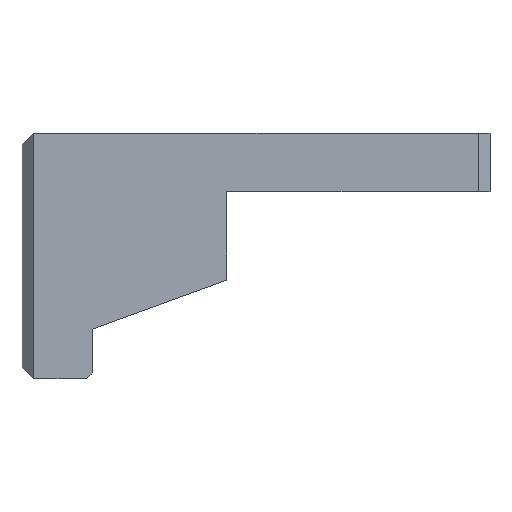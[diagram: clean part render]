
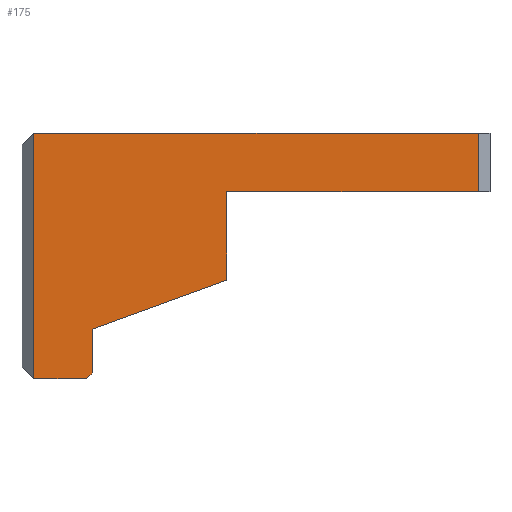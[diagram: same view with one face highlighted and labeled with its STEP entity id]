
A CAD part, left-side view. The second image highlights one B-rep face of the part: STEP entity #175.
In plain terms, the highlighted planar face has unit normal (-1, 0, 0).
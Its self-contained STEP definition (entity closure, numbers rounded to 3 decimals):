
#96=CARTESIAN_POINT('',(-10.0,78.0,-32.0));
#97=VERTEX_POINT('',#96);
#98=CARTESIAN_POINT('',(-10.0,69.0,-32.0));
#99=VERTEX_POINT('',#98);
#100=CARTESIAN_POINT('',(-10.0,80.0,-32.0));
#101=DIRECTION('',(0.0,-1.0,0.0));
#102=VECTOR('',#101,1.0);
#103=LINE('',#100,#102);
#104=EDGE_CURVE('n� 495',#97,#99,#103,.T.);
#105=ORIENTED_EDGE('',*,*,#104,.T.);
#106=CARTESIAN_POINT('',(-10.0,68.0,-31.0));
#107=VERTEX_POINT('',#106);
#108=CARTESIAN_POINT('',(-10.0,69.0,-32.0));
#109=DIRECTION('',(0.0,-0.707,0.707));
#110=VECTOR('',#109,1.0);
#111=LINE('',#108,#110);
#112=EDGE_CURVE('n� 1017',#99,#107,#111,.T.);
#113=ORIENTED_EDGE('',*,*,#112,.T.);
#114=CARTESIAN_POINT('',(-10.0,68.0,-23.5));
#115=VERTEX_POINT('',#114);
#116=CARTESIAN_POINT('',(-10.0,68.0,10.0));
#117=DIRECTION('',(-0.0,0.0,-1.0));
#118=VECTOR('',#117,1.0);
#119=LINE('',#116,#118);
#120=EDGE_CURVE('n� 309',#115,#107,#119,.T.);
#121=ORIENTED_EDGE('',*,*,#120,.F.);
#122=CARTESIAN_POINT('',(-10.0,45.0,-15.129));
#123=VERTEX_POINT('',#122);
#124=CARTESIAN_POINT('',(-10.0,67.83,-23.438));
#125=DIRECTION('',(0.0,0.94,-0.342));
#126=VECTOR('',#125,1.0);
#127=LINE('',#124,#126);
#128=EDGE_CURVE('n� 312',#123,#115,#127,.T.);
#129=ORIENTED_EDGE('',*,*,#128,.F.);
#130=CARTESIAN_POINT('',(-10.0,45.0,0.0));
#131=VERTEX_POINT('',#130);
#132=CARTESIAN_POINT('',(-10.0,45.0,-32.0));
#133=DIRECTION('',(0.0,0.0,1.0));
#134=VECTOR('',#133,1.0);
#135=LINE('',#132,#134);
#136=EDGE_CURVE('n� 270',#123,#131,#135,.T.);
#137=ORIENTED_EDGE('',*,*,#136,.T.);
#138=CARTESIAN_POINT('',(-10.0,2.0,0.0));
#139=VERTEX_POINT('',#138);
#140=CARTESIAN_POINT('',(-10.0,80.0,0.0));
#141=DIRECTION('',(0.0,-1.0,0.0));
#142=VECTOR('',#141,1.0);
#143=LINE('',#140,#142);
#144=EDGE_CURVE('n� 141',#131,#139,#143,.T.);
#145=ORIENTED_EDGE('',*,*,#144,.T.);
#146=CARTESIAN_POINT('',(-10.0,2.0,10.0));
#147=VERTEX_POINT('',#146);
#148=CARTESIAN_POINT('',(-10.0,2.0,10.0));
#149=DIRECTION('',(0.0,0.0,1.0));
#150=VECTOR('',#149,1.0);
#151=LINE('',#148,#150);
#152=EDGE_CURVE('n� 718',#139,#147,#151,.T.);
#153=ORIENTED_EDGE('',*,*,#152,.T.);
#154=CARTESIAN_POINT('',(-10.0,78.0,10.0));
#155=VERTEX_POINT('',#154);
#156=CARTESIAN_POINT('',(-10.0,80.0,10.0));
#157=DIRECTION('',(0.0,-1.0,0.0));
#158=VECTOR('',#157,1.0);
#159=LINE('',#156,#158);
#160=EDGE_CURVE('n� 517',#155,#147,#159,.T.);
#161=ORIENTED_EDGE('',*,*,#160,.F.);
#162=CARTESIAN_POINT('',(-10.0,78.0,10.0));
#163=DIRECTION('',(0.0,0.0,-1.0));
#164=VECTOR('',#163,1.0);
#165=LINE('',#162,#164);
#166=EDGE_CURVE('n� 529',#155,#97,#165,.T.);
#167=ORIENTED_EDGE('',*,*,#166,.T.);
#168=EDGE_LOOP('',(#105,#113,#121,#129,#137,#145,#153,#161,#167));
#169=FACE_OUTER_BOUND('',#168,.T.);
#170=CARTESIAN_POINT('',(-10.0,80.0,10.0));
#171=DIRECTION('',(1.0,0.0,-0.0));
#172=DIRECTION('',(-0.0,1.0,0.0));
#173=AXIS2_PLACEMENT_3D('',#170,#171,#172);
#174=PLANE('',#173);
#175=ADVANCED_FACE('n� 285',(#169),#174,.F.);
